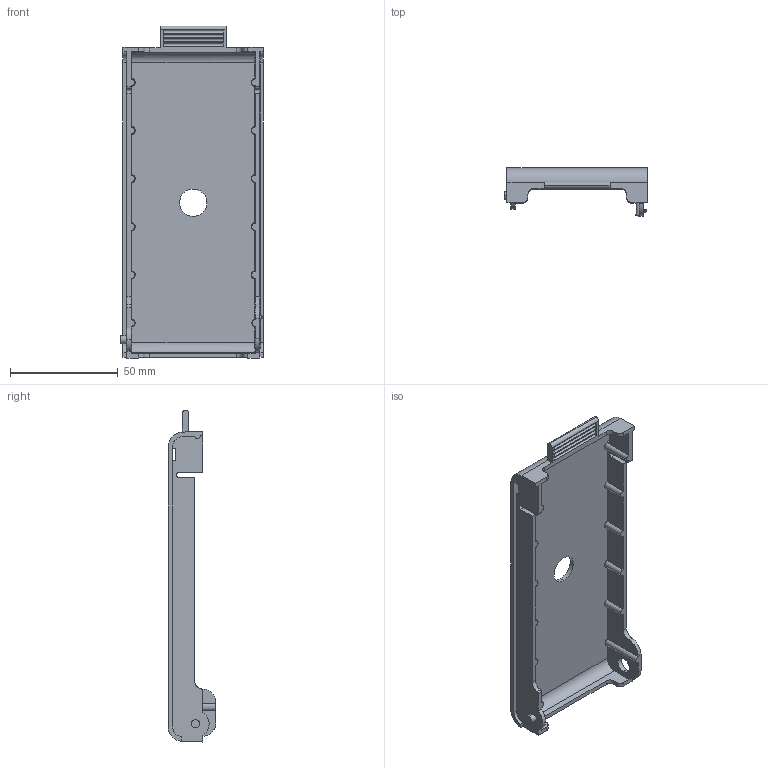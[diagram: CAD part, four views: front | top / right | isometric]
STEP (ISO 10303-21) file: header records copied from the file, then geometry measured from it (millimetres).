
FILE_DESCRIPTION (( 'STEP AP214' ), '1' );
FILE_NAME ('701936rev-.STEP', '2013-08-28T12:37:46', ( '' ), ( '' ), 'SwSTEP 2.0', 'SolidWorks 2013', '' );
FILE_SCHEMA (( 'AUTOMOTIVE_DESIGN' ));
Length unit declared in the file: inch
Products named in the file (1): 701936rev-
Bounding box: 66.36 x 22.2 x 154.21 mm (x, y, z)
Volume: 29387.1 mm3; surface area: 28933.2 mm2
Topology: 2 solids, 2 shells, 158 faces, 436 edges, 289 vertices
Faces by surface type: plane 88, cylinder 56, cone 12, torus 2
Entity records: 5142 total; most frequent: CARTESIAN_POINT 1163, ORIENTED_EDGE 872, DIRECTION 766, EDGE_CURVE 436, VERTEX_POINT 289, LINE 266, VECTOR 266, AXIS2_PLACEMENT_3D 250
